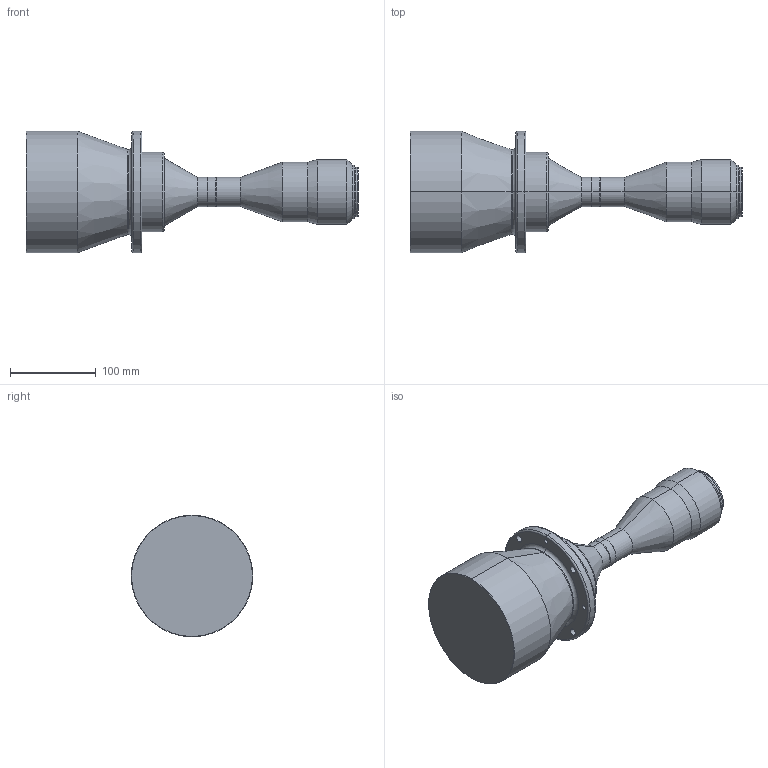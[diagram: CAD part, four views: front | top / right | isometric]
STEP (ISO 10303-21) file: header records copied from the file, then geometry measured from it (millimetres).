
FILE_DESCRIPTION (( 'STEP AP203' ), '1' );
FILE_NAME ('DTCM35FH-100H-M58-AL.STEP', '2021-11-16T01:54:30', ( '' ), ( '' ), 'SwSTEP 2.0', 'SolidWorks 2017', '' );
FILE_SCHEMA (( 'CONFIG_CONTROL_DESIGN' ));
Length unit declared in the file: millimetre
Products named in the file (1): DTCM35FH-100H-M58-AL
Bounding box: 388 x 142 x 142 mm (x, y, z)
Volume: 2646321 mm3; surface area: 145488.4 mm2
Topology: 1 solids, 1 shells, 77 faces, 168 edges, 100 vertices
Faces by surface type: cylinder 38, cone 20, torus 10, plane 9
Entity records: 2233 total; most frequent: DIRECTION 434, CARTESIAN_POINT 346, ORIENTED_EDGE 336, AXIS2_PLACEMENT_3D 188, EDGE_CURVE 168, CIRCLE 110, EDGE_LOOP 100, VERTEX_POINT 100
